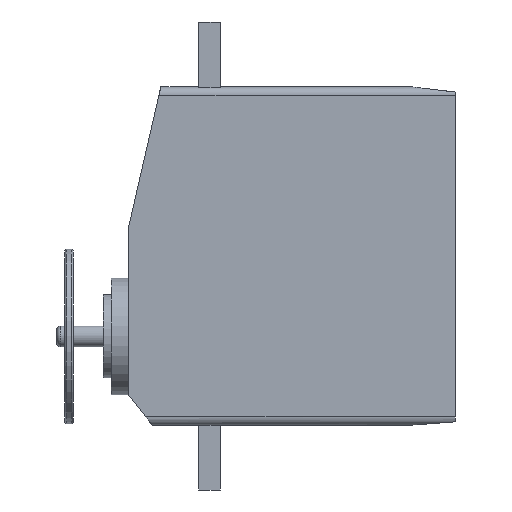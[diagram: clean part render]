
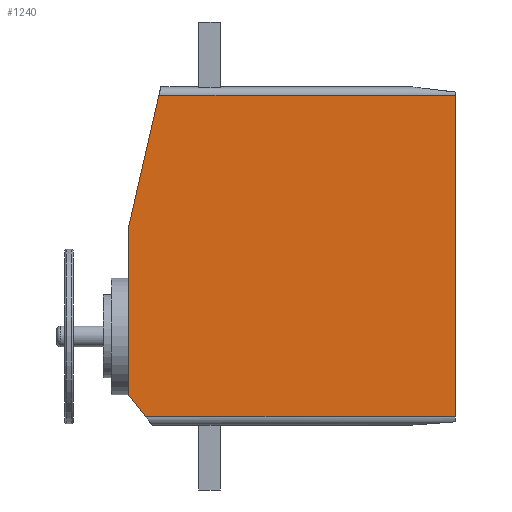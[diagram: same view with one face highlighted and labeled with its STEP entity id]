
A CAD part, front view. The second image highlights one B-rep face of the part: STEP entity #1240.
In plain terms, the highlighted planar face has unit normal (0, -1, 0).
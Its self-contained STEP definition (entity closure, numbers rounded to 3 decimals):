
#26=LINE('',#1820,#125);
#33=LINE('',#1842,#132);
#78=LINE('',#1979,#177);
#80=LINE('',#1992,#179);
#85=LINE('',#2009,#184);
#86=LINE('',#2010,#185);
#125=VECTOR('',#1471,19.858);
#132=VECTOR('',#1488,38.7);
#177=VECTOR('',#1627,37.271);
#179=VECTOR('',#1645,35.684);
#184=VECTOR('',#1662,16.586);
#185=VECTOR('',#1663,3.421);
#247=PLANE('',#1365);
#361=FACE_OUTER_BOUND('',#478,.T.);
#478=EDGE_LOOP('',(#1034,#1035,#1036,#1037,#1038,#1039));
#576=VERTEX_POINT('',#1817);
#577=VERTEX_POINT('',#1819);
#581=VERTEX_POINT('',#1828);
#587=VERTEX_POINT('',#1840);
#632=VERTEX_POINT('',#1978);
#635=VERTEX_POINT('',#1990);
#694=EDGE_CURVE('',#577,#576,#26,.T.);
#705=EDGE_CURVE('',#581,#587,#33,.T.);
#766=EDGE_CURVE('',#581,#632,#78,.T.);
#773=EDGE_CURVE('',#635,#587,#80,.T.);
#782=EDGE_CURVE('',#635,#577,#85,.T.);
#783=EDGE_CURVE('',#576,#632,#86,.T.);
#1034=ORIENTED_EDGE('',*,*,#766,.F.);
#1035=ORIENTED_EDGE('',*,*,#705,.T.);
#1036=ORIENTED_EDGE('',*,*,#773,.F.);
#1037=ORIENTED_EDGE('',*,*,#782,.T.);
#1038=ORIENTED_EDGE('',*,*,#694,.T.);
#1039=ORIENTED_EDGE('',*,*,#783,.T.);
#1240=ADVANCED_FACE('',(#361),#247,.T.);
#1365=AXIS2_PLACEMENT_3D('',#2008,#1660,#1661);
#1471=DIRECTION('',(0.,0.,-1.));
#1488=DIRECTION('',(0.,0.,1.));
#1627=DIRECTION('',(-1.,0.,0.));
#1645=DIRECTION('',(1.,0.,0.));
#1660=DIRECTION('center_axis',(0.,-1.,0.));
#1661=DIRECTION('ref_axis',(0.,0.,-1.));
#1662=DIRECTION('',(-0.224,0.,-0.975));
#1663=DIRECTION('',(0.622,0.,-0.783));
#1817=CARTESIAN_POINT('',(17.338,-20.,-60.767));
#1819=CARTESIAN_POINT('',(17.338,-20.,-40.909));
#1820=CARTESIAN_POINT('',(17.338,-20.,-60.767));
#1828=CARTESIAN_POINT('',(56.738,-20.,-63.445));
#1840=CARTESIAN_POINT('',(56.738,-20.,-24.745));
#1842=CARTESIAN_POINT('',(56.738,-20.,-24.371));
#1978=CARTESIAN_POINT('',(19.467,-20.,-63.445));
#1979=CARTESIAN_POINT('',(29.029,-20.,-63.445));
#1990=CARTESIAN_POINT('',(21.053,-20.,-24.745));
#1992=CARTESIAN_POINT('',(44.631,-20.,-24.745));
#2008=CARTESIAN_POINT('Origin',(37.797,-20.,-44.349));
#2009=CARTESIAN_POINT('',(17.338,-20.,-40.909));
#2010=CARTESIAN_POINT('',(20.262,-20.,-64.445));
